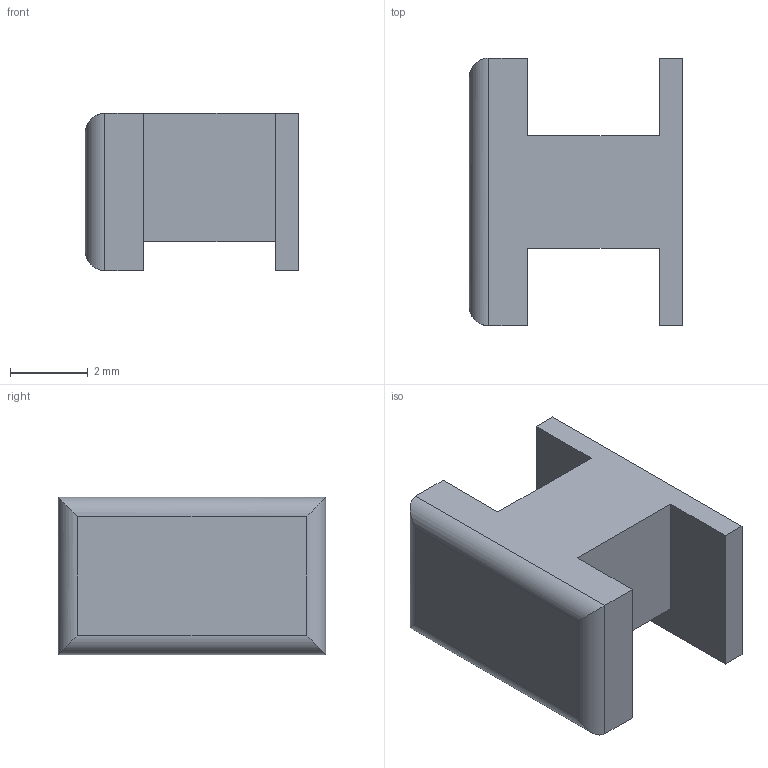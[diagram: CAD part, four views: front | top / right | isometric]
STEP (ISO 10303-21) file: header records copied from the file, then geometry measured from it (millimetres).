
FILE_DESCRIPTION(('FreeCAD Model'),'2;1');
FILE_NAME('Open CASCADE Shape Model','2025-11-12T13:19:41',(''),(''), 'Open CASCADE STEP processor 7.8','FreeCAD','Unknown');
FILE_SCHEMA(('AUTOMOTIVE_DESIGN { 1 0 10303 214 1 1 1 1 }'));
Length unit declared in the file: millimetre
Products named in the file (1): side-button
Bounding box: 5.5 x 6.9 x 4.05 mm (x, y, z)
Volume: 90.2 mm3; surface area: 176.1 mm2
Topology: 1 solids, 1 shells, 18 faces, 44 edges, 28 vertices
Faces by surface type: plane 14, cylinder 4
Entity records: 542 total; most frequent: CARTESIAN_POINT 91, ORIENTED_EDGE 88, DIRECTION 86, EDGE_CURVE 44, LINE 40, VECTOR 40, VERTEX_POINT 28, AXIS2_PLACEMENT_3D 23
